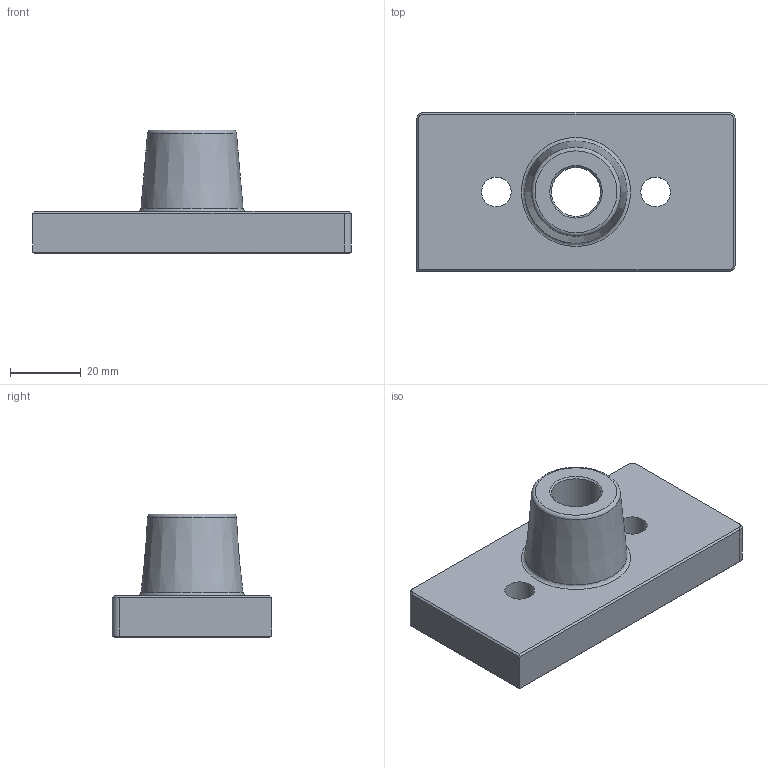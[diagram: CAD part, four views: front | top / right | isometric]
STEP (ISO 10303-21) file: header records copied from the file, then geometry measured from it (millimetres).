
FILE_DESCRIPTION((''),'2;1');
FILE_NAME('524591.ipt.stp','2010-09-05T12:25:31',(''),(''),'Autodesk Inventor 2010','Autodesk Inventor 2010','');
FILE_SCHEMA(('AUTOMOTIVE_DESIGN { 1 0 10303 214 1 1 1 1 }'));
Length unit declared in the file: millimetre
Products named in the file (1): 524591
Bounding box: 90 x 45 x 35 mm (x, y, z)
Volume: 54118.9 mm3; surface area: 14657.4 mm2
Topology: 1 solids, 1 shells, 36 faces, 76 edges, 45 vertices
Faces by surface type: plane 15, cone 9, bspline 8, cylinder 3, torus 1
Entity records: 1036 total; most frequent: CARTESIAN_POINT 281, DIRECTION 151, ORIENTED_EDGE 130, EDGE_CURVE 65, AXIS2_PLACEMENT_3D 57, EDGE_LOOP 55, VERTEX_POINT 44, VECTOR 37
